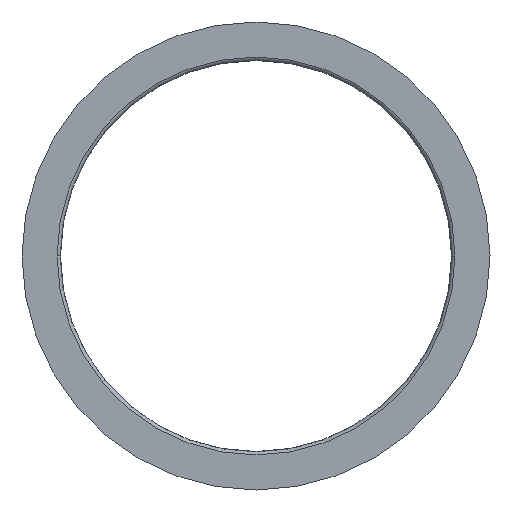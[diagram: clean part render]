
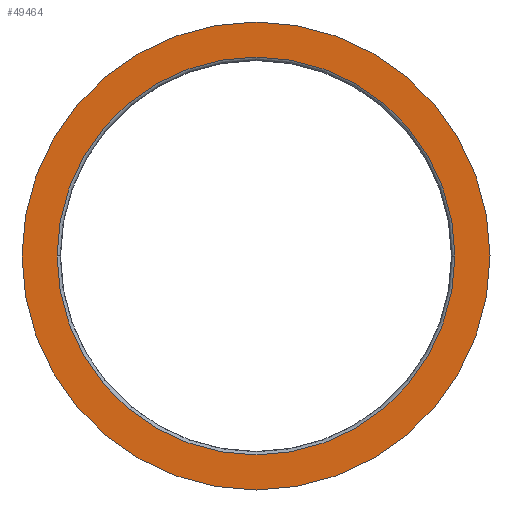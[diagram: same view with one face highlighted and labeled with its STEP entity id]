
A CAD part, left-side view. The second image highlights one B-rep face of the part: STEP entity #49464.
In plain terms, the highlighted planar face has unit normal (-1, 0, 0).
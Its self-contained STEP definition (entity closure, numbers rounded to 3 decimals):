
#79 = DIRECTION ( 'NONE',  ( 0., 0., 1. ) ) ;
#784 = AXIS2_PLACEMENT_3D ( 'NONE', #38095, #12823, #42341 ) ;
#1075 = EDGE_CURVE ( 'NONE', #24181, #37749, #8511, .T. ) ;
#3295 = CARTESIAN_POINT ( 'NONE',  ( 0., 0., 0. ) ) ;
#7513 = DIRECTION ( 'NONE',  ( 0., 0., 1. ) ) ;
#7721 = DIRECTION ( 'NONE',  ( -1., 0., 0. ) ) ;
#8511 = CIRCLE ( 'NONE', #34180, 90. ) ;
#8534 = AXIS2_PLACEMENT_3D ( 'NONE', #3295, #32745, #7513 ) ;
#10675 = EDGE_CURVE ( 'NONE', #27302, #12764, #27766, .T. ) ;
#10743 = ORIENTED_EDGE ( 'NONE', *, *, #33500, .T. ) ;
#11349 = AXIS2_PLACEMENT_3D ( 'NONE', #50474, #25187, #54693 ) ;
#12285 = PLANE ( 'NONE',  #11349 ) ;
#12505 = CARTESIAN_POINT ( 'NONE',  ( 0., 0., 90. ) ) ;
#12764 = VERTEX_POINT ( 'NONE', #45181 ) ;
#12823 = DIRECTION ( 'NONE',  ( -1., 0., 0. ) ) ;
#20701 = EDGE_CURVE ( 'NONE', #12764, #27302, #51143, .T. ) ;
#24181 = VERTEX_POINT ( 'NONE', #12505 ) ;
#25187 = DIRECTION ( 'NONE',  ( 1., 0., 0. ) ) ;
#25299 = DIRECTION ( 'NONE',  ( -1., 0., 0. ) ) ;
#26312 = FACE_OUTER_BOUND ( 'NONE', #47128, .T. ) ;
#27302 = VERTEX_POINT ( 'NONE', #48657 ) ;
#27766 = CIRCLE ( 'NONE', #8534, 76.5 ) ;
#30672 = CIRCLE ( 'NONE', #38217, 90. ) ;
#31900 = ORIENTED_EDGE ( 'NONE', *, *, #20701, .F. ) ;
#32745 = DIRECTION ( 'NONE',  ( -1., 0., 0. ) ) ;
#32955 = CARTESIAN_POINT ( 'NONE',  ( 0., 0., 0. ) ) ;
#33500 = EDGE_CURVE ( 'NONE', #37749, #24181, #30672, .T. ) ;
#34180 = AXIS2_PLACEMENT_3D ( 'NONE', #32955, #7721, #37217 ) ;
#35267 = EDGE_LOOP ( 'NONE', ( #36757, #31900 ) ) ;
#36757 = ORIENTED_EDGE ( 'NONE', *, *, #10675, .F. ) ;
#37217 = DIRECTION ( 'NONE',  ( 0., 0., 1. ) ) ;
#37551 = FACE_BOUND ( 'NONE', #35267, .T. ) ;
#37749 = VERTEX_POINT ( 'NONE', #42112 ) ;
#38095 = CARTESIAN_POINT ( 'NONE',  ( 0., 0., 0. ) ) ;
#38217 = AXIS2_PLACEMENT_3D ( 'NONE', #50599, #25299, #79 ) ;
#42112 = CARTESIAN_POINT ( 'NONE',  ( 0., 0., -90. ) ) ;
#42200 = ORIENTED_EDGE ( 'NONE', *, *, #1075, .T. ) ;
#42341 = DIRECTION ( 'NONE',  ( 0., 0., 1. ) ) ;
#45181 = CARTESIAN_POINT ( 'NONE',  ( 0., 0., -76.5 ) ) ;
#47128 = EDGE_LOOP ( 'NONE', ( #42200, #10743 ) ) ;
#48657 = CARTESIAN_POINT ( 'NONE',  ( 0., 0., 76.5 ) ) ;
#49464 = ADVANCED_FACE ( 'NONE', ( #37551, #26312 ), #12285, .F. ) ;
#50474 = CARTESIAN_POINT ( 'NONE',  ( 0., 76.5, 0. ) ) ;
#50599 = CARTESIAN_POINT ( 'NONE',  ( 0., 0., 0. ) ) ;
#51143 = CIRCLE ( 'NONE', #784, 76.5 ) ;
#54693 = DIRECTION ( 'NONE',  ( 0., 0., -1. ) ) ;
